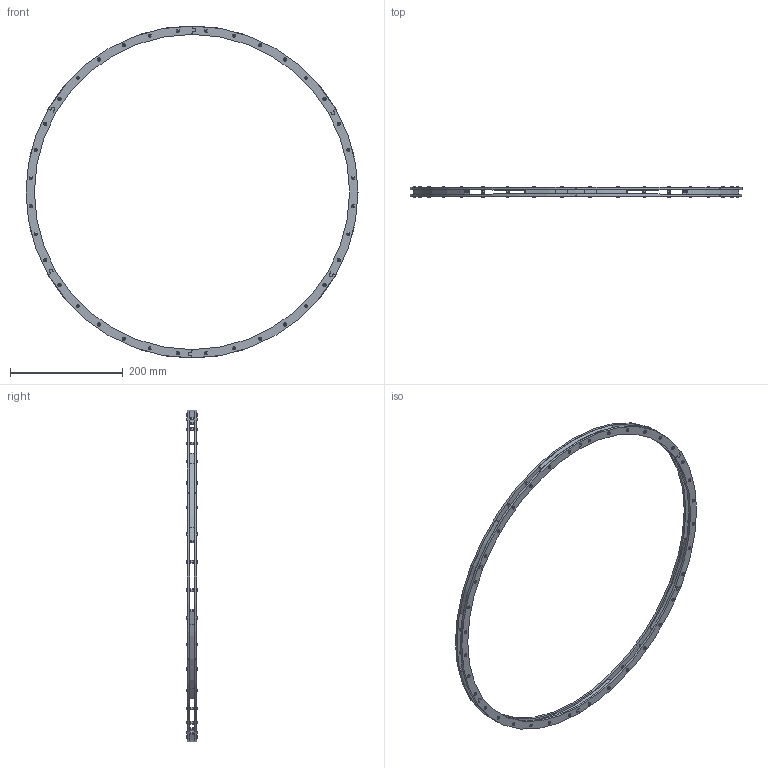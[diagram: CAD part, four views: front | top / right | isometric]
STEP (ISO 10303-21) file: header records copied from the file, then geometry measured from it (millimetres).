
FILE_DESCRIPTION(/* description */ (''),/* implementation_level */ '2;1');
FILE_NAME(/* name */ '保险杠本杠 v6.step',/* time_stamp */ '2022-06-29T16:39:08+08:00',/* author */ (''),/* organization */ (''),/* preprocessor_version */ 'ST-DEVELOPER v19',/* originating_system */ 'Autodesk Translation Framework v11.7.0.108',/* authorisation */ '');
FILE_SCHEMA (('AUTOMOTIVE_DESIGN { 1 0 10303 214 3 1 1 }'));
Length unit declared in the file: millimetre
Products named in the file (16): 保险杠本杠; 保险杠板; 保险杠板_1; 保险杠板_2; 保险杠板_3; 保险杠板_4; 保险杠板_5; 保险杠填充; 保险杠板_6; 保险杠板_7; 保险杠板_8; 保险杠板_9; 保险杠板_10; 保险杠板_11; M3x6 BHCS; m3d5_8
Assembly tree (126 placements, depth 3):
  保险杠本杠
    保险杠填充  x6
    保险杠板
      M3x6 BHCS  x6
      m3d5_8  x3
    保险杠板_1
      M3x6 BHCS  x6
      m3d5_8  x3
    保险杠板_2
      M3x6 BHCS  x6
      m3d5_8  x3
    保险杠板_3
      M3x6 BHCS  x6
      m3d5_8  x3
    保险杠板_4
      M3x6 BHCS  x6
      m3d5_8  x3
    保险杠板_5
      M3x6 BHCS  x6
      m3d5_8  x3
    保险杠板_6
      M3x6 BHCS  x6
      m3d5_8  x3
    保险杠板_7
      M3x6 BHCS  x6
      m3d5_8  x3
    保险杠板_8
      M3x6 BHCS  x6
      m3d5_8  x3
    保险杠板_9
      M3x6 BHCS  x6
      m3d5_8  x3
    保险杠板_10
      M3x6 BHCS  x6
      m3d5_8  x3
    保险杠板_11
      M3x6 BHCS  x6
      m3d5_8  x3
Bounding box: 590 x 19.3 x 590 mm (x, y, z)
Volume: 289885.6 mm3; surface area: 208942.3 mm2
Topology: 126 solids, 126 shells, 2100 faces, 4032 edges, 2400 vertices
Faces by surface type: plane 996, cylinder 528, cone 504, sphere 72
Full cylindrical faces by diameter (mm): 2.529 x36, 3 x144, 5 x60, 5.7 x72
Entity records: 12686 total; most frequent: DIRECTION 2317, CARTESIAN_POINT 2065, ORIENTED_EDGE 1878, EDGE_CURVE 939, AXIS2_PLACEMENT_3D 892, VERTEX_POINT 622, LINE 533, VECTOR 533
